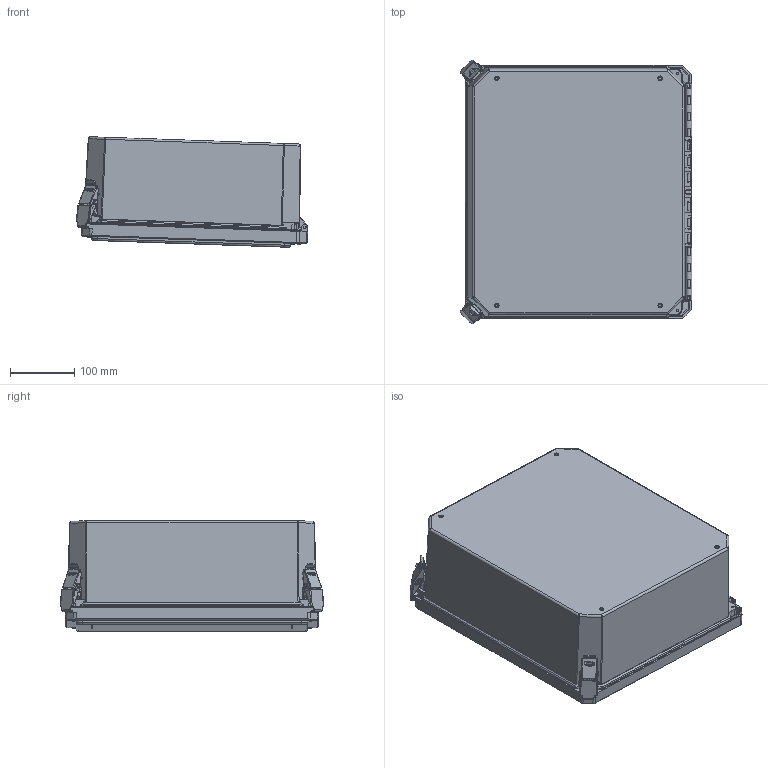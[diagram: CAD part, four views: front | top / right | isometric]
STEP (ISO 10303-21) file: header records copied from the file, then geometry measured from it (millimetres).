
FILE_DESCRIPTION (( 'STEP AP214' ), '1' );
FILE_NAME ('FRW141206HPL.STEP', '2021-10-07T16:51:39', ( '' ), ( '' ), 'SwSTEP 2.0', 'SolidWorks 2021', '' );
FILE_SCHEMA (( 'AUTOMOTIVE_DESIGN' ));
Length unit declared in the file: inch
Products named in the file (1): FRW141206HPL
Bounding box: 360.2 x 409.7 x 171.91 mm (x, y, z)
Volume: 2215862.7 mm3; surface area: 1080413.2 mm2
Topology: 30 solids, 30 shells, 2511 faces, 6371 edges, 3847 vertices
Faces by surface type: cylinder 1077, plane 810, bspline 354, torus 176, cone 61, sphere 33
Entity records: 99130 total; most frequent: CARTESIAN_POINT 42756, ORIENTED_EDGE 12566, DIRECTION 10289, EDGE_CURVE 6283, VERTEX_POINT 3842, AXIS2_PLACEMENT_3D 3615, VECTOR 3059, LINE 3059
